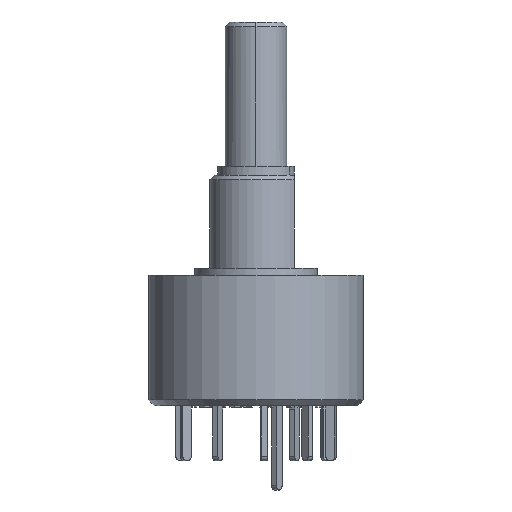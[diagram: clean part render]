
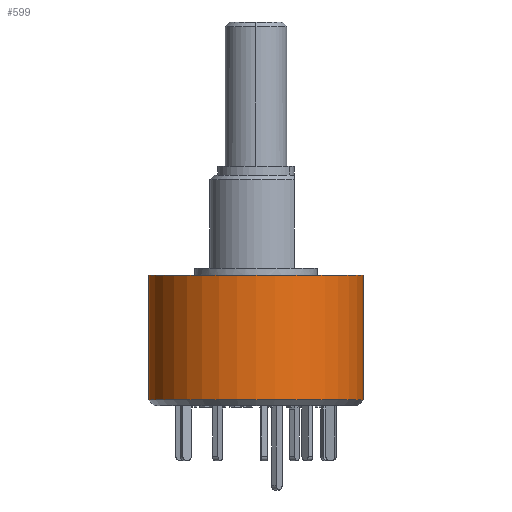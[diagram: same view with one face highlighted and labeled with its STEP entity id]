
A CAD part, left-side view. The second image highlights one B-rep face of the part: STEP entity #599.
In plain terms, the highlighted cylindrical face has radius 7 mm (diameter 14 mm), a partial arc.
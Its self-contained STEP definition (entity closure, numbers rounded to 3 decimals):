
#101 = DIRECTION ( 'NONE',  ( 0., 1., 0. ) ) ;
#354 = CARTESIAN_POINT ( 'NONE',  ( 0., -7., -0.45 ) ) ;
#445 = VECTOR ( 'NONE', #9118, 1000. ) ;
#500 = CARTESIAN_POINT ( 'NONE',  ( 0., 7., -8.574 ) ) ;
#599 = ADVANCED_FACE ( 'NONE', ( #2390 ), #14973, .T. ) ;
#893 = DIRECTION ( 'NONE',  ( 0., 0., -1. ) ) ;
#1042 = LINE ( 'NONE', #354, #10464 ) ;
#1521 = DIRECTION ( 'NONE',  ( 0., -1., 0. ) ) ;
#1535 = AXIS2_PLACEMENT_3D ( 'NONE', #3570, #8498, #101 ) ;
#1677 = CARTESIAN_POINT ( 'NONE',  ( 0., 7., -0.45 ) ) ;
#2390 = FACE_OUTER_BOUND ( 'NONE', #12339, .T. ) ;
#3570 = CARTESIAN_POINT ( 'NONE',  ( 0., 0., -0.45 ) ) ;
#5047 = CIRCLE ( 'NONE', #8654, 7. ) ;
#5178 = ORIENTED_EDGE ( 'NONE', *, *, #14253, .T. ) ;
#5228 = EDGE_CURVE ( 'NONE', #10124, #8272, #1042, .T. ) ;
#5358 = DIRECTION ( 'NONE',  ( 0., -1., 0. ) ) ;
#5994 = EDGE_CURVE ( 'NONE', #11274, #10124, #9061, .T. ) ;
#6695 = CARTESIAN_POINT ( 'NONE',  ( 0., 7., -0.45 ) ) ;
#7079 = CARTESIAN_POINT ( 'NONE',  ( 0., -7., -8.574 ) ) ;
#7449 = AXIS2_PLACEMENT_3D ( 'NONE', #7788, #9025, #1521 ) ;
#7677 = VERTEX_POINT ( 'NONE', #500 ) ;
#7788 = CARTESIAN_POINT ( 'NONE',  ( 0., 0., -0.45 ) ) ;
#8272 = VERTEX_POINT ( 'NONE', #7079 ) ;
#8498 = DIRECTION ( 'NONE',  ( 0., 0., -1. ) ) ;
#8654 = AXIS2_PLACEMENT_3D ( 'NONE', #10148, #10202, #5358 ) ;
#9025 = DIRECTION ( 'NONE',  ( 0., 0., 1. ) ) ;
#9061 = CIRCLE ( 'NONE', #7449, 7. ) ;
#9118 = DIRECTION ( 'NONE',  ( 0., 0., -1. ) ) ;
#9644 = ORIENTED_EDGE ( 'NONE', *, *, #9728, .T. ) ;
#9728 = EDGE_CURVE ( 'NONE', #11274, #7677, #13967, .T. ) ;
#10124 = VERTEX_POINT ( 'NONE', #11112 ) ;
#10148 = CARTESIAN_POINT ( 'NONE',  ( 0., 0., -8.574 ) ) ;
#10202 = DIRECTION ( 'NONE',  ( 0., 0., 1. ) ) ;
#10464 = VECTOR ( 'NONE', #893, 1000. ) ;
#11112 = CARTESIAN_POINT ( 'NONE',  ( 0., -7., -0.45 ) ) ;
#11274 = VERTEX_POINT ( 'NONE', #6695 ) ;
#11474 = ORIENTED_EDGE ( 'NONE', *, *, #5994, .F. ) ;
#12339 = EDGE_LOOP ( 'NONE', ( #14280, #11474, #9644, #5178 ) ) ;
#13967 = LINE ( 'NONE', #1677, #445 ) ;
#14253 = EDGE_CURVE ( 'NONE', #7677, #8272, #5047, .T. ) ;
#14280 = ORIENTED_EDGE ( 'NONE', *, *, #5228, .F. ) ;
#14973 = CYLINDRICAL_SURFACE ( 'NONE', #1535, 7. ) ;
